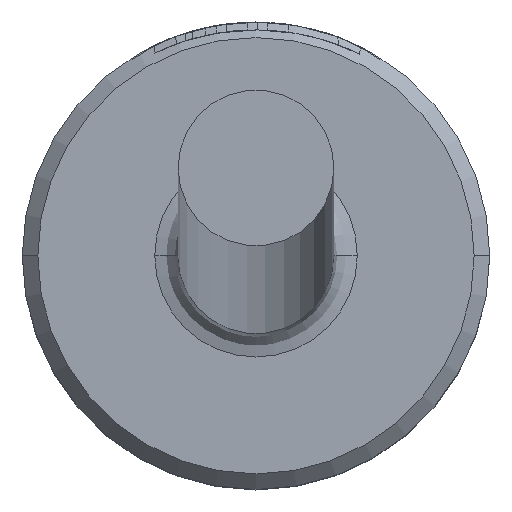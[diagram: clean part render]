
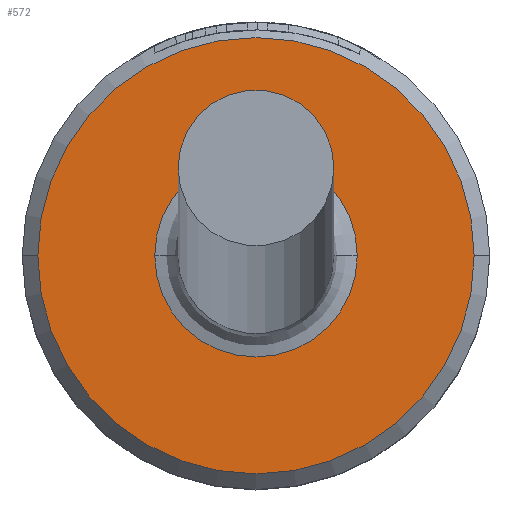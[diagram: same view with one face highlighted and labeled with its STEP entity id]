
A CAD part, top view. The second image highlights one B-rep face of the part: STEP entity #572.
In plain terms, the highlighted planar face has unit normal (0, 0, 1).
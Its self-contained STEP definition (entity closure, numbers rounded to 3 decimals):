
#39 = PLANE ( 'NONE',  #498 ) ;
#62 = FACE_OUTER_BOUND ( 'NONE', #614, .T. ) ;
#102 = CIRCLE ( 'NONE', #1030, 2.8 ) ;
#128 = DIRECTION ( 'NONE',  ( 1., 0., 0. ) ) ;
#140 = AXIS2_PLACEMENT_3D ( 'NONE', #178, #818, #278 ) ;
#172 = EDGE_CURVE ( 'NONE', #1141, #576, #102, .T. ) ;
#178 = CARTESIAN_POINT ( 'NONE',  ( 0., 0., 4. ) ) ;
#250 = VERTEX_POINT ( 'NONE', #879 ) ;
#278 = DIRECTION ( 'NONE',  ( -1., 0., 0. ) ) ;
#342 = ORIENTED_EDGE ( 'NONE', *, *, #766, .T. ) ;
#392 = DIRECTION ( 'NONE',  ( 0., 0., 1. ) ) ;
#393 = CARTESIAN_POINT ( 'NONE',  ( 2.8, 0., 4. ) ) ;
#420 = CIRCLE ( 'NONE', #669, 1.3 ) ;
#488 = CIRCLE ( 'NONE', #140, 1.3 ) ;
#495 = DIRECTION ( 'NONE',  ( 0., 0., -1. ) ) ;
#498 = AXIS2_PLACEMENT_3D ( 'NONE', #1121, #392, #128 ) ;
#503 = CARTESIAN_POINT ( 'NONE',  ( 0., 0., 4. ) ) ;
#508 = EDGE_LOOP ( 'NONE', ( #342, #1106 ) ) ;
#536 = ORIENTED_EDGE ( 'NONE', *, *, #172, .T. ) ;
#572 = ADVANCED_FACE ( 'NONE', ( #62, #973 ), #39, .T. ) ;
#576 = VERTEX_POINT ( 'NONE', #587 ) ;
#587 = CARTESIAN_POINT ( 'NONE',  ( -2.8, 0., 4. ) ) ;
#598 = DIRECTION ( 'NONE',  ( 1., 0., 0. ) ) ;
#600 = EDGE_CURVE ( 'NONE', #250, #777, #420, .T. ) ;
#614 = EDGE_LOOP ( 'NONE', ( #1004, #536 ) ) ;
#623 = EDGE_CURVE ( 'NONE', #576, #1141, #1165, .T. ) ;
#669 = AXIS2_PLACEMENT_3D ( 'NONE', #1039, #495, #1130 ) ;
#736 = AXIS2_PLACEMENT_3D ( 'NONE', #503, #1133, #598 ) ;
#766 = EDGE_CURVE ( 'NONE', #777, #250, #488, .T. ) ;
#777 = VERTEX_POINT ( 'NONE', #1080 ) ;
#818 = DIRECTION ( 'NONE',  ( 0., 0., -1. ) ) ;
#879 = CARTESIAN_POINT ( 'NONE',  ( 1.3, 0., 4. ) ) ;
#901 = DIRECTION ( 'NONE',  ( 1., 0., 0. ) ) ;
#973 = FACE_BOUND ( 'NONE', #508, .T. ) ;
#991 = DIRECTION ( 'NONE',  ( 0., 0., 1. ) ) ;
#1004 = ORIENTED_EDGE ( 'NONE', *, *, #623, .T. ) ;
#1030 = AXIS2_PLACEMENT_3D ( 'NONE', #1081, #991, #901 ) ;
#1039 = CARTESIAN_POINT ( 'NONE',  ( 0., 0., 4. ) ) ;
#1080 = CARTESIAN_POINT ( 'NONE',  ( -1.3, 0., 4. ) ) ;
#1081 = CARTESIAN_POINT ( 'NONE',  ( 0., 0., 4. ) ) ;
#1106 = ORIENTED_EDGE ( 'NONE', *, *, #600, .T. ) ;
#1121 = CARTESIAN_POINT ( 'NONE',  ( 0., 0., 4. ) ) ;
#1130 = DIRECTION ( 'NONE',  ( -1., 0., 0. ) ) ;
#1133 = DIRECTION ( 'NONE',  ( 0., 0., 1. ) ) ;
#1141 = VERTEX_POINT ( 'NONE', #393 ) ;
#1165 = CIRCLE ( 'NONE', #736, 2.8 ) ;
